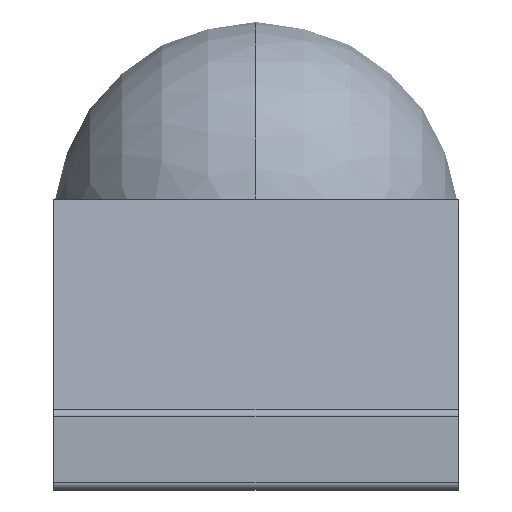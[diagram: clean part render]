
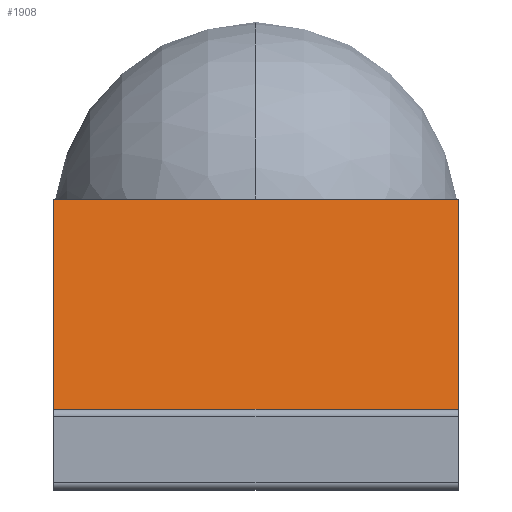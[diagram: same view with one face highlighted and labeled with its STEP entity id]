
A CAD part, left-side view. The second image highlights one B-rep face of the part: STEP entity #1908.
In plain terms, the highlighted planar face has unit normal (-0.992, 0, 0.124).
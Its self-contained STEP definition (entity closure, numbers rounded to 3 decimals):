
#197 = EDGE_CURVE ( 'NONE', #1643, #1112, #1871, .T. ) ;
#242 = ORIENTED_EDGE ( 'NONE', *, *, #1652, .T. ) ;
#247 = CARTESIAN_POINT ( 'NONE',  ( -0.794, 0.8, 1.13 ) ) ;
#280 = ORIENTED_EDGE ( 'NONE', *, *, #3797, .F. ) ;
#304 = CARTESIAN_POINT ( 'NONE',  ( -0.794, 0.8, 1.13 ) ) ;
#466 = VECTOR ( 'NONE', #5051, 1000. ) ;
#502 = EDGE_CURVE ( 'NONE', #3918, #586, #1615, .T. ) ;
#517 = CARTESIAN_POINT ( 'NONE',  ( -0.9, -0.792, 0.28 ) ) ;
#577 = CARTESIAN_POINT ( 'NONE',  ( -0.9, 0.5, 0.28 ) ) ;
#586 = VERTEX_POINT ( 'NONE', #792 ) ;
#595 = VECTOR ( 'NONE', #5079, 1000. ) ;
#683 = EDGE_CURVE ( 'NONE', #2091, #1056, #3059, .T. ) ;
#746 = VECTOR ( 'NONE', #1513, 1000. ) ;
#767 = LINE ( 'NONE', #2378, #1866 ) ;
#774 = LINE ( 'NONE', #304, #1846 ) ;
#792 = CARTESIAN_POINT ( 'NONE',  ( -0.897, 0.5, 0.3 ) ) ;
#811 = VERTEX_POINT ( 'NONE', #4845 ) ;
#814 = VECTOR ( 'NONE', #3404, 1000. ) ;
#1056 = VERTEX_POINT ( 'NONE', #2709 ) ;
#1112 = VERTEX_POINT ( 'NONE', #3697 ) ;
#1175 = LINE ( 'NONE', #5096, #3517 ) ;
#1197 = VERTEX_POINT ( 'NONE', #2852 ) ;
#1364 = EDGE_CURVE ( 'NONE', #1948, #1197, #3399, .T. ) ;
#1455 = LINE ( 'NONE', #4650, #746 ) ;
#1513 = DIRECTION ( 'NONE',  ( 0., -1., 0. ) ) ;
#1523 = DIRECTION ( 'NONE',  ( 0.124, 0., 0.992 ) ) ;
#1534 = EDGE_CURVE ( 'NONE', #3918, #1056, #1606, .T. ) ;
#1577 = ORIENTED_EDGE ( 'NONE', *, *, #502, .T. ) ;
#1606 = LINE ( 'NONE', #4479, #2080 ) ;
#1615 = LINE ( 'NONE', #4042, #2451 ) ;
#1643 = VERTEX_POINT ( 'NONE', #577 ) ;
#1652 = EDGE_CURVE ( 'NONE', #3576, #1948, #2894, .T. ) ;
#1728 = VERTEX_POINT ( 'NONE', #5075 ) ;
#1737 = ORIENTED_EDGE ( 'NONE', *, *, #683, .T. ) ;
#1812 = VECTOR ( 'NONE', #4212, 1000. ) ;
#1832 = DIRECTION ( 'NONE',  ( -0.124, 0., -0.992 ) ) ;
#1846 = VECTOR ( 'NONE', #1909, 1000. ) ;
#1866 = VECTOR ( 'NONE', #3981, 1000. ) ;
#1871 = LINE ( 'NONE', #2285, #595 ) ;
#1908 = ADVANCED_FACE ( 'NONE', ( #3068 ), #2356, .F. ) ;
#1909 = DIRECTION ( 'NONE',  ( 0., -1., 0. ) ) ;
#1948 = VERTEX_POINT ( 'NONE', #4732 ) ;
#2080 = VECTOR ( 'NONE', #4769, 1000. ) ;
#2091 = VERTEX_POINT ( 'NONE', #4619 ) ;
#2127 = EDGE_CURVE ( 'NONE', #2091, #5167, #3455, .T. ) ;
#2192 = LINE ( 'NONE', #3799, #3606 ) ;
#2285 = CARTESIAN_POINT ( 'NONE',  ( -0.9, 0.8, 0.28 ) ) ;
#2356 = PLANE ( 'NONE',  #2664 ) ;
#2378 = CARTESIAN_POINT ( 'NONE',  ( -0.794, 0.5, 1.13 ) ) ;
#2409 = DIRECTION ( 'NONE',  ( -0.124, 0., -0.992 ) ) ;
#2451 = VECTOR ( 'NONE', #4378, 1000. ) ;
#2664 = AXIS2_PLACEMENT_3D ( 'NONE', #4403, #3117, #2409 ) ;
#2709 = CARTESIAN_POINT ( 'NONE',  ( -0.9, 0.62, 0.28 ) ) ;
#2752 = EDGE_LOOP ( 'NONE', ( #4532, #1577, #4707, #4165, #280, #3223, #3724, #242, #4455, #3896, #5025, #1737 ) ) ;
#2852 = CARTESIAN_POINT ( 'NONE',  ( -0.794, -0.8, 1.13 ) ) ;
#2894 = LINE ( 'NONE', #3492, #466 ) ;
#2950 = EDGE_CURVE ( 'NONE', #811, #1728, #1455, .T. ) ;
#3059 = LINE ( 'NONE', #3816, #1812 ) ;
#3068 = FACE_OUTER_BOUND ( 'NONE', #2752, .T. ) ;
#3117 = DIRECTION ( 'NONE',  ( 0.992, 0., -0.124 ) ) ;
#3223 = ORIENTED_EDGE ( 'NONE', *, *, #2950, .T. ) ;
#3310 = CARTESIAN_POINT ( 'NONE',  ( -0.794, -0.8, 1.13 ) ) ;
#3399 = LINE ( 'NONE', #3310, #4013 ) ;
#3404 = DIRECTION ( 'NONE',  ( 0.124, 0., 0.992 ) ) ;
#3455 = LINE ( 'NONE', #247, #814 ) ;
#3492 = CARTESIAN_POINT ( 'NONE',  ( -0.9, 0.8, 0.28 ) ) ;
#3517 = VECTOR ( 'NONE', #1523, 1000. ) ;
#3576 = VERTEX_POINT ( 'NONE', #517 ) ;
#3606 = VECTOR ( 'NONE', #1832, 1000. ) ;
#3644 = EDGE_CURVE ( 'NONE', #3576, #1728, #1175, .T. ) ;
#3693 = EDGE_CURVE ( 'NONE', #5167, #1197, #774, .T. ) ;
#3697 = CARTESIAN_POINT ( 'NONE',  ( -0.9, -0.567, 0.28 ) ) ;
#3724 = ORIENTED_EDGE ( 'NONE', *, *, #3644, .F. ) ;
#3797 = EDGE_CURVE ( 'NONE', #811, #1112, #2192, .T. ) ;
#3799 = CARTESIAN_POINT ( 'NONE',  ( -0.794, -0.567, 1.13 ) ) ;
#3816 = CARTESIAN_POINT ( 'NONE',  ( -0.9, 0.8, 0.28 ) ) ;
#3896 = ORIENTED_EDGE ( 'NONE', *, *, #3693, .F. ) ;
#3918 = VERTEX_POINT ( 'NONE', #4290 ) ;
#3981 = DIRECTION ( 'NONE',  ( 0.124, 0., 0.992 ) ) ;
#4013 = VECTOR ( 'NONE', #4997, 1000. ) ;
#4042 = CARTESIAN_POINT ( 'NONE',  ( -0.897, 0.8, 0.3 ) ) ;
#4165 = ORIENTED_EDGE ( 'NONE', *, *, #197, .T. ) ;
#4212 = DIRECTION ( 'NONE',  ( 0., -1., 0. ) ) ;
#4290 = CARTESIAN_POINT ( 'NONE',  ( -0.897, 0.62, 0.3 ) ) ;
#4378 = DIRECTION ( 'NONE',  ( 0., -1., 0. ) ) ;
#4403 = CARTESIAN_POINT ( 'NONE',  ( -0.794, 0.8, 1.13 ) ) ;
#4455 = ORIENTED_EDGE ( 'NONE', *, *, #1364, .T. ) ;
#4479 = CARTESIAN_POINT ( 'NONE',  ( -0.794, 0.62, 1.13 ) ) ;
#4532 = ORIENTED_EDGE ( 'NONE', *, *, #1534, .F. ) ;
#4619 = CARTESIAN_POINT ( 'NONE',  ( -0.9, 0.8, 0.28 ) ) ;
#4650 = CARTESIAN_POINT ( 'NONE',  ( -0.899, 0.8, 0.29 ) ) ;
#4707 = ORIENTED_EDGE ( 'NONE', *, *, #4932, .F. ) ;
#4732 = CARTESIAN_POINT ( 'NONE',  ( -0.9, -0.8, 0.28 ) ) ;
#4769 = DIRECTION ( 'NONE',  ( -0.124, 0., -0.992 ) ) ;
#4845 = CARTESIAN_POINT ( 'NONE',  ( -0.899, -0.567, 0.29 ) ) ;
#4932 = EDGE_CURVE ( 'NONE', #1643, #586, #767, .T. ) ;
#4997 = DIRECTION ( 'NONE',  ( 0.124, 0., 0.992 ) ) ;
#5025 = ORIENTED_EDGE ( 'NONE', *, *, #2127, .F. ) ;
#5051 = DIRECTION ( 'NONE',  ( 0., -1., 0. ) ) ;
#5075 = CARTESIAN_POINT ( 'NONE',  ( -0.899, -0.792, 0.29 ) ) ;
#5079 = DIRECTION ( 'NONE',  ( 0., -1., 0. ) ) ;
#5096 = CARTESIAN_POINT ( 'NONE',  ( -0.794, -0.792, 1.13 ) ) ;
#5148 = CARTESIAN_POINT ( 'NONE',  ( -0.794, 0.8, 1.13 ) ) ;
#5167 = VERTEX_POINT ( 'NONE', #5148 ) ;
